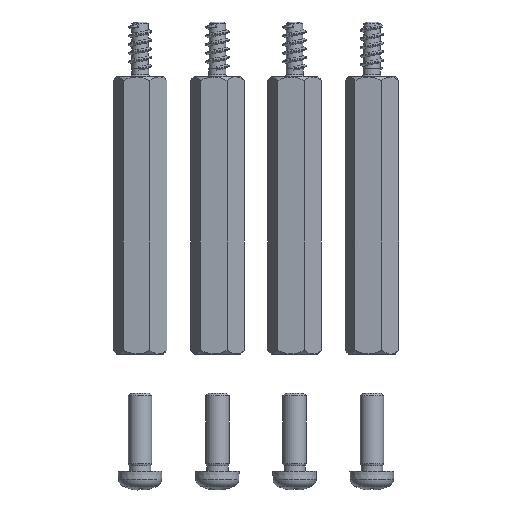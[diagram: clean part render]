
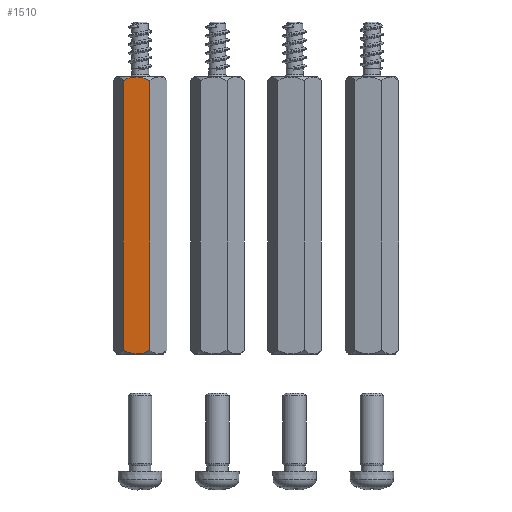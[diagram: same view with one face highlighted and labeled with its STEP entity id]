
A CAD part, left-side view. The second image highlights one B-rep face of the part: STEP entity #1510.
In plain terms, the highlighted face is planar.
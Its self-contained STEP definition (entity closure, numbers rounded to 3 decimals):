
#1323=CARTESIAN_POINT('',(-1.732,3.,0.5));
#1324=VERTEX_POINT('',#1323);
#1338=CARTESIAN_POINT('',(1.732,3.,0.5));
#1339=VERTEX_POINT('',#1338);
#1340=CARTESIAN_POINT('',(1.732,3.,0.5));
#1341=CARTESIAN_POINT('',(0.,3.,-0.366));
#1342=CARTESIAN_POINT('',(-1.732,3.,0.5));
#1350=(BOUNDED_CURVE()B_SPLINE_CURVE(2,(#1340,#1341,#1342),.UNSPECIFIED.,.F.,.U.)B_SPLINE_CURVE_WITH_KNOTS((3,3),(0.0,0.359),.UNSPECIFIED.)CURVE()GEOMETRIC_REPRESENTATION_ITEM()RATIONAL_B_SPLINE_CURVE((1.0,1.155,1.0))REPRESENTATION_ITEM(''));
#1351=EDGE_CURVE('',#1339,#1324,#1350,.T.);
#1402=CARTESIAN_POINT('',(1.732,3.,35.0));
#1403=VERTEX_POINT('',#1402);
#1417=CARTESIAN_POINT('',(-1.732,3.,35.0));
#1418=VERTEX_POINT('',#1417);
#1419=CARTESIAN_POINT('',(-1.732,3.,35.0));
#1420=CARTESIAN_POINT('',(0.,3.,35.866));
#1421=CARTESIAN_POINT('',(1.732,3.,35.0));
#1429=(BOUNDED_CURVE()B_SPLINE_CURVE(2,(#1419,#1420,#1421),.UNSPECIFIED.,.F.,.U.)B_SPLINE_CURVE_WITH_KNOTS((3,3),(0.0,0.359),.UNSPECIFIED.)CURVE()GEOMETRIC_REPRESENTATION_ITEM()RATIONAL_B_SPLINE_CURVE((1.0,1.155,1.0))REPRESENTATION_ITEM(''));
#1430=EDGE_CURVE('',#1418,#1403,#1429,.T.);
#1489=CARTESIAN_POINT('',(-1.732,3.,0.0));
#1490=DIRECTION('',(0.0,1.0,0.0));
#1491=DIRECTION('',(0.0,0.0,1.0));
#1492=AXIS2_PLACEMENT_3D('',#1489,#1490,#1491);
#1493=PLANE('',#1492);
#1494=ORIENTED_EDGE('',*,*,#1430,.T.);
#1495=CARTESIAN_POINT('',(1.732,3.,0.5));
#1496=DIRECTION('',(0.0,0.0,1.0));
#1497=VECTOR('',#1496,34.5);
#1498=LINE('',#1495,#1497);
#1499=EDGE_CURVE('',#1339,#1403,#1498,.T.);
#1500=ORIENTED_EDGE('',*,*,#1499,.F.);
#1501=ORIENTED_EDGE('',*,*,#1351,.T.);
#1502=CARTESIAN_POINT('',(-1.732,3.,0.5));
#1503=DIRECTION('',(0.0,0.0,1.0));
#1504=VECTOR('',#1503,34.5);
#1505=LINE('',#1502,#1504);
#1506=EDGE_CURVE('',#1324,#1418,#1505,.T.);
#1507=ORIENTED_EDGE('',*,*,#1506,.T.);
#1508=EDGE_LOOP('',(#1494,#1500,#1501,#1507));
#1509=FACE_OUTER_BOUND('',#1508,.T.);
#1510=ADVANCED_FACE('',(#1509),#1493,.T.);
